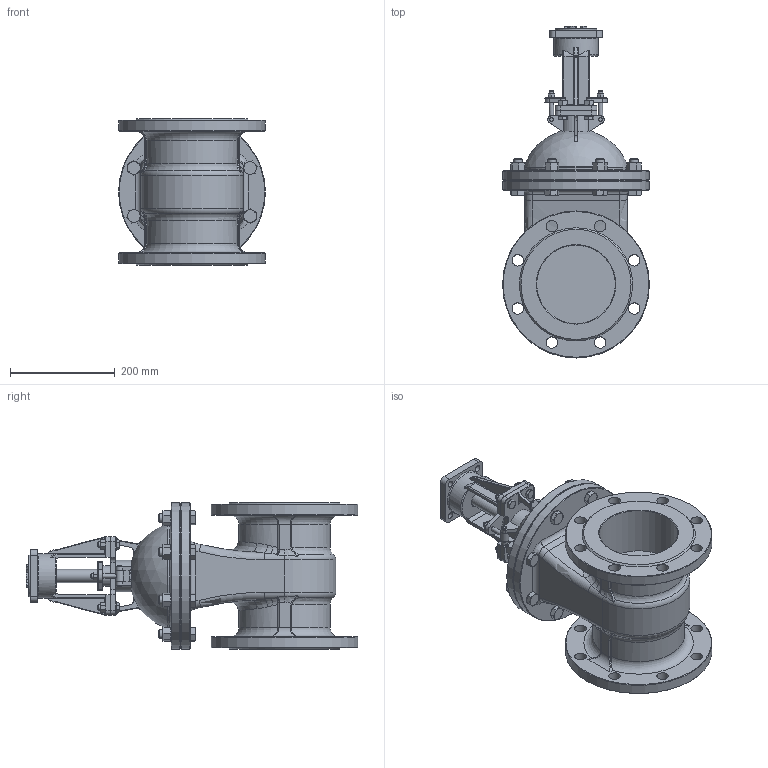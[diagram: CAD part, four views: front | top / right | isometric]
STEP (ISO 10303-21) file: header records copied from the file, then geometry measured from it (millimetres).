
FILE_DESCRIPTION(/* description */ (''),/* implementation_level */ '2;1');
FILE_NAME(/* name */ 'DN150_3D_STEP.stp',/* time_stamp */ '2025-09-15T22:54:16+03:00',/* author */ ('igorr'),/* organization */ (''),/* preprocessor_version */ 'ST-DEVELOPER v20',/* originating_system */ 'Autodesk Inventor 2025',/* authorisation */ '');
FILE_SCHEMA (('AUTOMOTIVE_DESIGN { 1 0 10303 214 3 1 1 }'));
Length unit declared in the file: millimetre
Products named in the file (7): Сборка; Деталь1; ANSI B18.2.4.2M - M16x2; AS 1110 - M16 x 60; AS 1110 - M10 x 35; ANSI B18.2.4.2M - M10x1,5; ANSI B18.2.4.2M - M8x1,25
Assembly tree (27 placements, depth 2):
  Сборка
    Деталь1
    ANSI B18.2.4.2M - M16x2  x8
    AS 1110 - M16 x 60  x8
    AS 1110 - M10 x 35  x4
    ANSI B18.2.4.2M - M10x1,5  x4
    ANSI B18.2.4.2M - M8x1,25  x2
Bounding box: 280 x 633 x 280 mm (x, y, z)
Volume: 12402362 mm3; surface area: 943567.2 mm2
Topology: 31 solids, 31 shells, 1209 faces, 2828 edges, 1695 vertices
Faces by surface type: plane 480, cone 294, cylinder 260, bspline 105, torus 65, sphere 5
Full cylindrical faces by diameter (mm): 6.647 x2, 7 x4, 8 x4, 8.376 x4, 10 x16, 12 x4, 13.835 x8, 15 x2, 16 x28, 22 x16, 24 x8, 25 x1, 30 x3, 32 x1, 40 x1, 50 x1, 70 x1, 80 x1, 85.131 x1, 150 x2, 200 x2, 280 x4
Entity records: 26320 total; most frequent: CARTESIAN_POINT 8783, ORIENTED_EDGE 3488, DIRECTION 3417, EDGE_CURVE 1744, AXIS2_PLACEMENT_3D 1358, VERTEX_POINT 1076, EDGE_LOOP 850, FACE_OUTER_BOUND 716
